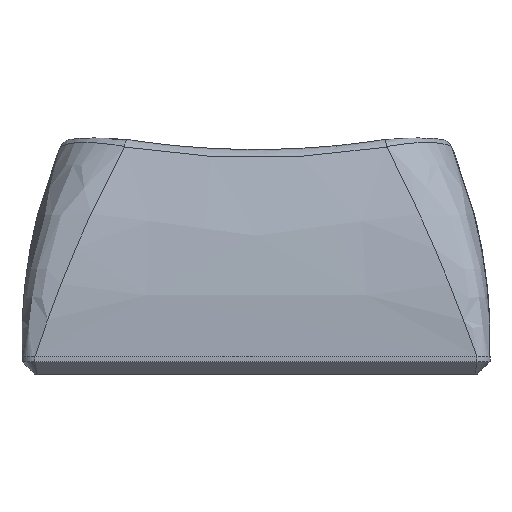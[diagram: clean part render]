
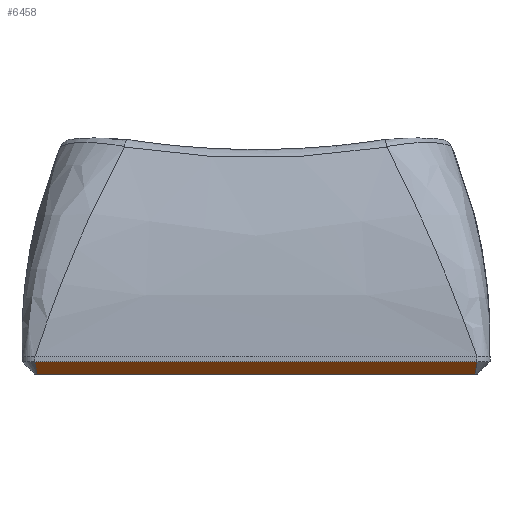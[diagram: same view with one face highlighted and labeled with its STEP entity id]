
A CAD part, front view. The second image highlights one B-rep face of the part: STEP entity #6458.
In plain terms, the highlighted planar face has unit normal (0, -0.707, -0.707).
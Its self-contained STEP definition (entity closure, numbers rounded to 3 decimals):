
#720 = PLANE('',#721);
#721 = AXIS2_PLACEMENT_3D('',#722,#723,#724);
#722 = CARTESIAN_POINT('',(-8.5,-9.,0.672));
#723 = DIRECTION('',(0.,-1.,0.));
#724 = DIRECTION('',(1.,0.,0.));
#1973 = VERTEX_POINT('',#1974);
#1974 = CARTESIAN_POINT('',(-8.5,-9.,0.48));
#2000 = EDGE_CURVE('',#1973,#2001,#2003,.T.);
#2001 = VERTEX_POINT('',#2002);
#2002 = CARTESIAN_POINT('',(8.5,-9.,0.48));
#2003 = SURFACE_CURVE('',#2004,(#2008,#2015),.PCURVE_S1.);
#2004 = LINE('',#2005,#2006);
#2005 = CARTESIAN_POINT('',(-8.5,-9.,0.48));
#2006 = VECTOR('',#2007,1.);
#2007 = DIRECTION('',(1.,0.,0.));
#2008 = PCURVE('',#720,#2009);
#2009 = DEFINITIONAL_REPRESENTATION('',(#2010),#2014);
#2010 = LINE('',#2011,#2012);
#2011 = CARTESIAN_POINT('',(0.,-0.192));
#2012 = VECTOR('',#2013,1.);
#2013 = DIRECTION('',(1.,0.));
#2014 = ( GEOMETRIC_REPRESENTATION_CONTEXT(2) 
PARAMETRIC_REPRESENTATION_CONTEXT() REPRESENTATION_CONTEXT('2D SPACE',''
  ) );
#2015 = PCURVE('',#2016,#2021);
#2016 = PLANE('',#2017);
#2017 = AXIS2_PLACEMENT_3D('',#2018,#2019,#2020);
#2018 = CARTESIAN_POINT('',(-8.5,-8.76,0.24));
#2019 = DIRECTION('',(0.,0.707,0.707)
  );
#2020 = DIRECTION('',(1.,0.,0.));
#2021 = DEFINITIONAL_REPRESENTATION('',(#2022),#2026);
#2022 = LINE('',#2023,#2024);
#2023 = CARTESIAN_POINT('',(0.,-0.339));
#2024 = VECTOR('',#2025,1.);
#2025 = DIRECTION('',(1.,0.));
#2026 = ( GEOMETRIC_REPRESENTATION_CONTEXT(2) 
PARAMETRIC_REPRESENTATION_CONTEXT() REPRESENTATION_CONTEXT('2D SPACE',''
  ) );
#3188 = CONICAL_SURFACE('',#3189,0.7,0.785);
#3189 = AXIS2_PLACEMENT_3D('',#3190,#3191,#3192);
#3190 = CARTESIAN_POINT('',(8.323,-8.323,0.48));
#3191 = DIRECTION('',(-0.,-0.,1.));
#3192 = DIRECTION('',(0.967,-0.253,0.));
#6458 = ADVANCED_FACE('',(#6459),#2016,.F.);
#6459 = FACE_BOUND('',#6460,.F.);
#6460 = EDGE_LOOP('',(#6461,#6496,#6497,#6527));
#6461 = ORIENTED_EDGE('',*,*,#6462,.F.);
#6462 = EDGE_CURVE('',#1973,#6463,#6465,.T.);
#6463 = VERTEX_POINT('',#6464);
#6464 = CARTESIAN_POINT('',(-8.42,-8.52,0.));
#6465 = SURFACE_CURVE('',#6466,(#6471,#6478),.PCURVE_S1.);
#6466 = PARABOLA('',#6467,0.008);
#6467 = AXIS2_PLACEMENT_3D('',#6468,#6469,#6470);
#6468 = CARTESIAN_POINT('',(-8.323,-8.311,
    -0.209));
#6469 = DIRECTION('',(0.,0.707,0.707)
  );
#6470 = DIRECTION('',(0.,-0.707,0.707)
  );
#6471 = PCURVE('',#2016,#6472);
#6472 = DEFINITIONAL_REPRESENTATION('',(#6473),#6477);
#6473 = B_SPLINE_CURVE_WITH_KNOTS('',2,(#6474,#6475,#6476),
  .UNSPECIFIED.,.F.,.F.,(3,3),(-0.177,-0.098),
  .PIECEWISE_BEZIER_KNOTS.);
#6474 = CARTESIAN_POINT('',(0.,-0.339));
#6475 = CARTESIAN_POINT('',(0.04,0.098));
#6476 = CARTESIAN_POINT('',(0.08,0.339));
#6477 = ( GEOMETRIC_REPRESENTATION_CONTEXT(2) 
PARAMETRIC_REPRESENTATION_CONTEXT() REPRESENTATION_CONTEXT('2D SPACE',''
  ) );
#6478 = PCURVE('',#6479,#6484);
#6479 = CONICAL_SURFACE('',#6480,0.7,0.785);
#6480 = AXIS2_PLACEMENT_3D('',#6481,#6482,#6483);
#6481 = CARTESIAN_POINT('',(-8.323,-8.323,0.48));
#6482 = DIRECTION('',(-0.,-0.,1.));
#6483 = DIRECTION('',(-0.253,-0.967,-0.));
#6484 = DEFINITIONAL_REPRESENTATION('',(#6485),#6495);
#6485 = B_SPLINE_CURVE_WITH_KNOTS('',8,(#6486,#6487,#6488,#6489,#6490,
    #6491,#6492,#6493,#6494),.UNSPECIFIED.,.F.,.F.,(9,9),(
    -0.177,-0.098),.PIECEWISE_BEZIER_KNOTS.);
#6486 = CARTESIAN_POINT('',(0.,0.));
#6487 = CARTESIAN_POINT('',(-0.014,-0.077));
#6488 = CARTESIAN_POINT('',(-0.03,-0.15));
#6489 = CARTESIAN_POINT('',(-0.048,-0.217));
#6490 = CARTESIAN_POINT('',(-0.069,-0.28));
#6491 = CARTESIAN_POINT('',(-0.094,-0.337));
#6492 = CARTESIAN_POINT('',(-0.123,-0.39));
#6493 = CARTESIAN_POINT('',(-0.158,-0.437));
#6494 = CARTESIAN_POINT('',(-0.203,-0.48));
#6495 = ( GEOMETRIC_REPRESENTATION_CONTEXT(2) 
PARAMETRIC_REPRESENTATION_CONTEXT() REPRESENTATION_CONTEXT('2D SPACE',''
  ) );
#6496 = ORIENTED_EDGE('',*,*,#2000,.T.);
#6497 = ORIENTED_EDGE('',*,*,#6498,.T.);
#6498 = EDGE_CURVE('',#2001,#6499,#6501,.T.);
#6499 = VERTEX_POINT('',#6500);
#6500 = CARTESIAN_POINT('',(8.42,-8.52,0.));
#6501 = SURFACE_CURVE('',#6502,(#6507,#6514),.PCURVE_S1.);
#6502 = PARABOLA('',#6503,0.008);
#6503 = AXIS2_PLACEMENT_3D('',#6504,#6505,#6506);
#6504 = CARTESIAN_POINT('',(8.323,-8.311,
    -0.209));
#6505 = DIRECTION('',(0.,-0.707,-0.707
    ));
#6506 = DIRECTION('',(0.,-0.707,0.707)
  );
#6507 = PCURVE('',#2016,#6508);
#6508 = DEFINITIONAL_REPRESENTATION('',(#6509),#6513);
#6509 = B_SPLINE_CURVE_WITH_KNOTS('',2,(#6510,#6511,#6512),
  .UNSPECIFIED.,.F.,.F.,(3,3),(-0.177,-0.098),
  .PIECEWISE_BEZIER_KNOTS.);
#6510 = CARTESIAN_POINT('',(17.,-0.339));
#6511 = CARTESIAN_POINT('',(16.96,0.098));
#6512 = CARTESIAN_POINT('',(16.92,0.339));
#6513 = ( GEOMETRIC_REPRESENTATION_CONTEXT(2) 
PARAMETRIC_REPRESENTATION_CONTEXT() REPRESENTATION_CONTEXT('2D SPACE',''
  ) );
#6514 = PCURVE('',#3188,#6515);
#6515 = DEFINITIONAL_REPRESENTATION('',(#6516),#6526);
#6516 = B_SPLINE_CURVE_WITH_KNOTS('',8,(#6517,#6518,#6519,#6520,#6521,
    #6522,#6523,#6524,#6525),.UNSPECIFIED.,.F.,.F.,(9,9),(
    -0.177,-0.098),.PIECEWISE_BEZIER_KNOTS.);
#6517 = CARTESIAN_POINT('',(-1.059,0.));
#6518 = CARTESIAN_POINT('',(-1.045,-0.077));
#6519 = CARTESIAN_POINT('',(-1.029,-0.15));
#6520 = CARTESIAN_POINT('',(-1.01,-0.217));
#6521 = CARTESIAN_POINT('',(-0.99,-0.28));
#6522 = CARTESIAN_POINT('',(-0.965,-0.337));
#6523 = CARTESIAN_POINT('',(-0.936,-0.39));
#6524 = CARTESIAN_POINT('',(-0.901,-0.437));
#6525 = CARTESIAN_POINT('',(-0.856,-0.48));
#6526 = ( GEOMETRIC_REPRESENTATION_CONTEXT(2) 
PARAMETRIC_REPRESENTATION_CONTEXT() REPRESENTATION_CONTEXT('2D SPACE',''
  ) );
#6527 = ORIENTED_EDGE('',*,*,#6528,.F.);
#6528 = EDGE_CURVE('',#6463,#6499,#6529,.T.);
#6529 = SURFACE_CURVE('',#6530,(#6534,#6541),.PCURVE_S1.);
#6530 = LINE('',#6531,#6532);
#6531 = CARTESIAN_POINT('',(-8.5,-8.52,0.));
#6532 = VECTOR('',#6533,1.);
#6533 = DIRECTION('',(1.,0.,0.));
#6534 = PCURVE('',#2016,#6535);
#6535 = DEFINITIONAL_REPRESENTATION('',(#6536),#6540);
#6536 = LINE('',#6537,#6538);
#6537 = CARTESIAN_POINT('',(0.,0.339));
#6538 = VECTOR('',#6539,1.);
#6539 = DIRECTION('',(1.,0.));
#6540 = ( GEOMETRIC_REPRESENTATION_CONTEXT(2) 
PARAMETRIC_REPRESENTATION_CONTEXT() REPRESENTATION_CONTEXT('2D SPACE',''
  ) );
#6541 = PCURVE('',#6542,#6547);
#6542 = PLANE('',#6543);
#6543 = AXIS2_PLACEMENT_3D('',#6544,#6545,#6546);
#6544 = CARTESIAN_POINT('',(8.5,9.,0.));
#6545 = DIRECTION('',(0.,0.,-1.));
#6546 = DIRECTION('',(-1.,0.,0.));
#6547 = DEFINITIONAL_REPRESENTATION('',(#6548),#6552);
#6548 = LINE('',#6549,#6550);
#6549 = CARTESIAN_POINT('',(17.,-17.52));
#6550 = VECTOR('',#6551,1.);
#6551 = DIRECTION('',(-1.,0.));
#6552 = ( GEOMETRIC_REPRESENTATION_CONTEXT(2) 
PARAMETRIC_REPRESENTATION_CONTEXT() REPRESENTATION_CONTEXT('2D SPACE',''
  ) );
